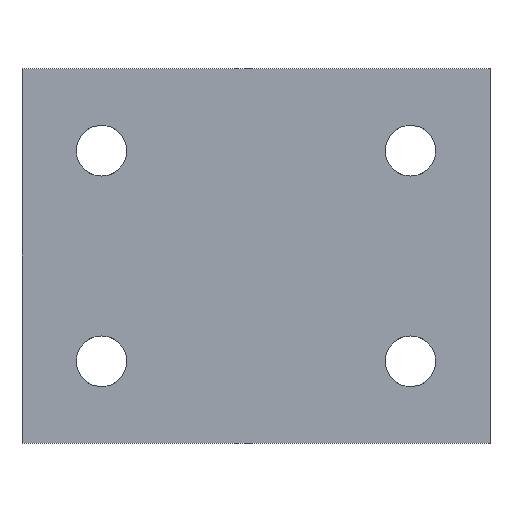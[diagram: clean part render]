
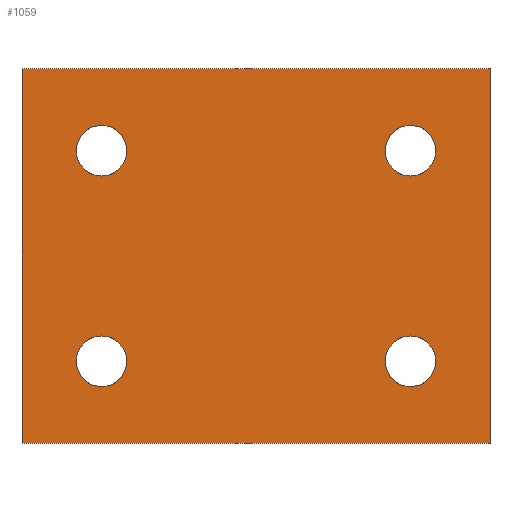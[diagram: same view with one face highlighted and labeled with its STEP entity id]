
A CAD part, front view. The second image highlights one B-rep face of the part: STEP entity #1059.
In plain terms, the highlighted planar face has unit normal (0, -1, 0).
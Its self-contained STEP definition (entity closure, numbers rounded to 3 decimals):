
#345=CARTESIAN_POINT('',(6.8,-13.,-4.));
#346=DIRECTION('',(0.,1.,0.));
#347=DIRECTION('',(0.,0.,1.));
#348=AXIS2_PLACEMENT_3D('',#345,#346,#347);
#350=CARTESIAN_POINT('',(6.8,-13.,-4.));
#351=DIRECTION('',(0.,1.,0.));
#352=DIRECTION('',(0.,0.,-1.));
#353=AXIS2_PLACEMENT_3D('',#350,#351,#352);
#355=CARTESIAN_POINT('',(33.2,-13.,-4.));
#356=DIRECTION('',(0.,1.,0.));
#357=DIRECTION('',(0.,0.,1.));
#358=AXIS2_PLACEMENT_3D('',#355,#356,#357);
#360=CARTESIAN_POINT('',(33.2,-13.,-4.));
#361=DIRECTION('',(0.,1.,0.));
#362=DIRECTION('',(0.,0.,-1.));
#363=AXIS2_PLACEMENT_3D('',#360,#361,#362);
#365=CARTESIAN_POINT('',(6.8,-13.,14.));
#366=DIRECTION('',(0.,1.,0.));
#367=DIRECTION('',(0.,0.,1.));
#368=AXIS2_PLACEMENT_3D('',#365,#366,#367);
#370=CARTESIAN_POINT('',(6.8,-13.,14.));
#371=DIRECTION('',(0.,1.,0.));
#372=DIRECTION('',(0.,0.,-1.));
#373=AXIS2_PLACEMENT_3D('',#370,#371,#372);
#375=CARTESIAN_POINT('',(33.2,-13.,14.));
#376=DIRECTION('',(0.,1.,0.));
#377=DIRECTION('',(0.,0.,1.));
#378=AXIS2_PLACEMENT_3D('',#375,#376,#377);
#380=CARTESIAN_POINT('',(33.2,-13.,14.));
#381=DIRECTION('',(0.,1.,0.));
#382=DIRECTION('',(0.,0.,-1.));
#383=AXIS2_PLACEMENT_3D('',#380,#381,#382);
#385=DIRECTION('',(0.,0.,1.));
#386=VECTOR('',#385,32.);
#387=CARTESIAN_POINT('',(40.,-13.,-11.));
#388=LINE('',#387,#386);
#389=DIRECTION('',(1.,0.,0.));
#390=VECTOR('',#389,40.);
#391=CARTESIAN_POINT('',(0.,-13.,-11.));
#392=LINE('',#391,#390);
#393=DIRECTION('',(0.,0.,-1.));
#394=VECTOR('',#393,32.);
#395=CARTESIAN_POINT('',(0.,-13.,21.));
#396=LINE('',#395,#394);
#397=DIRECTION('',(-1.,0.,0.));
#398=VECTOR('',#397,40.);
#399=CARTESIAN_POINT('',(40.,-13.,21.));
#400=LINE('',#399,#398);
#549=CARTESIAN_POINT('',(6.8,-13.,-1.835));
#550=CARTESIAN_POINT('',(6.8,-13.,-6.165));
#551=VERTEX_POINT('',#549);
#552=VERTEX_POINT('',#550);
#553=CARTESIAN_POINT('',(33.2,-13.,-1.835));
#554=CARTESIAN_POINT('',(33.2,-13.,-6.165));
#555=VERTEX_POINT('',#553);
#556=VERTEX_POINT('',#554);
#557=CARTESIAN_POINT('',(6.8,-13.,16.165));
#558=CARTESIAN_POINT('',(6.8,-13.,11.835));
#559=VERTEX_POINT('',#557);
#560=VERTEX_POINT('',#558);
#561=CARTESIAN_POINT('',(33.2,-13.,16.165));
#562=CARTESIAN_POINT('',(33.2,-13.,11.835));
#563=VERTEX_POINT('',#561);
#564=VERTEX_POINT('',#562);
#565=CARTESIAN_POINT('',(40.,-13.,-11.));
#566=CARTESIAN_POINT('',(40.,-13.,21.));
#567=VERTEX_POINT('',#565);
#568=VERTEX_POINT('',#566);
#569=CARTESIAN_POINT('',(0.,-13.,21.));
#570=VERTEX_POINT('',#569);
#571=CARTESIAN_POINT('',(0.,-13.,-11.));
#572=VERTEX_POINT('',#571);
#1025=CARTESIAN_POINT('',(0.,-13.,0.));
#1026=DIRECTION('',(0.,-1.,0.));
#1027=DIRECTION('',(0.,0.,1.));
#1028=AXIS2_PLACEMENT_3D('',#1025,#1026,#1027);
#1029=PLANE('',#1028);
#1030=ORIENTED_EDGE('',*,*,#813,.F.);
#1031=ORIENTED_EDGE('',*,*,#928,.F.);
#1032=ORIENTED_EDGE('',*,*,#946,.F.);
#1034=ORIENTED_EDGE('',*,*,#1033,.F.);
#1035=EDGE_LOOP('',(#1030,#1031,#1032,#1034));
#1036=FACE_OUTER_BOUND('',#1035,.F.);
#1038=ORIENTED_EDGE('',*,*,#1037,.F.);
#1040=ORIENTED_EDGE('',*,*,#1039,.F.);
#1041=EDGE_LOOP('',(#1038,#1040));
#1042=FACE_BOUND('',#1041,.F.);
#1043=ORIENTED_EDGE('',*,*,#1004,.F.);
#1044=ORIENTED_EDGE('',*,*,#1018,.F.);
#1045=EDGE_LOOP('',(#1043,#1044));
#1046=FACE_BOUND('',#1045,.F.);
#1048=ORIENTED_EDGE('',*,*,#1047,.F.);
#1050=ORIENTED_EDGE('',*,*,#1049,.F.);
#1051=EDGE_LOOP('',(#1048,#1050));
#1052=FACE_BOUND('',#1051,.F.);
#1054=ORIENTED_EDGE('',*,*,#1053,.F.);
#1056=ORIENTED_EDGE('',*,*,#1055,.F.);
#1057=EDGE_LOOP('',(#1054,#1056));
#1058=FACE_BOUND('',#1057,.F.);
#1059=ADVANCED_FACE('',(#1036,#1042,#1046,#1052,#1058),#1029,.T.);
#349=CIRCLE('',#348,2.165);
#354=CIRCLE('',#353,2.165);
#359=CIRCLE('',#358,2.165);
#364=CIRCLE('',#363,2.165);
#369=CIRCLE('',#368,2.165);
#374=CIRCLE('',#373,2.165);
#379=CIRCLE('',#378,2.165);
#384=CIRCLE('',#383,2.165);
#813=EDGE_CURVE('',#567,#568,#388,.T.);
#928=EDGE_CURVE('',#572,#567,#392,.T.);
#946=EDGE_CURVE('',#570,#572,#396,.T.);
#1004=EDGE_CURVE('',#559,#560,#369,.T.);
#1018=EDGE_CURVE('',#560,#559,#374,.T.);
#1033=EDGE_CURVE('',#568,#570,#400,.T.);
#1037=EDGE_CURVE('',#555,#556,#359,.T.);
#1039=EDGE_CURVE('',#556,#555,#364,.T.);
#1047=EDGE_CURVE('',#563,#564,#379,.T.);
#1049=EDGE_CURVE('',#564,#563,#384,.T.);
#1053=EDGE_CURVE('',#551,#552,#349,.T.);
#1055=EDGE_CURVE('',#552,#551,#354,.T.);
